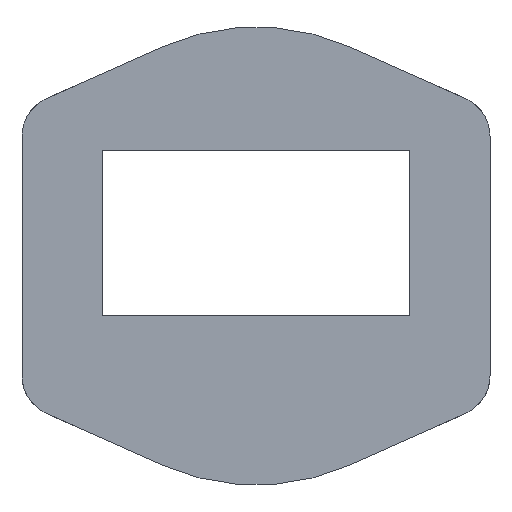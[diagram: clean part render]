
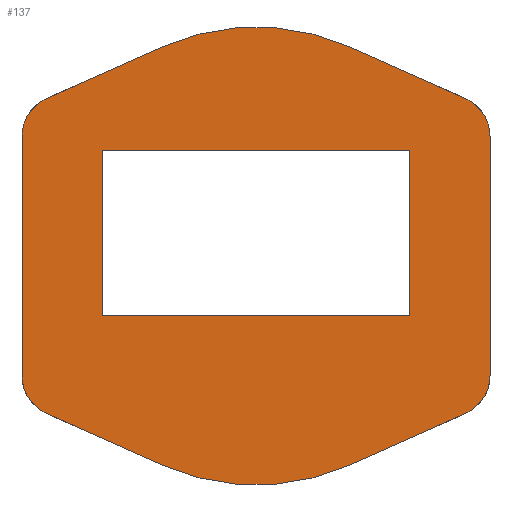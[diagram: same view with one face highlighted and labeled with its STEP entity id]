
A CAD part, front view. The second image highlights one B-rep face of the part: STEP entity #137.
In plain terms, the highlighted planar face has unit normal (0, -1, 0).
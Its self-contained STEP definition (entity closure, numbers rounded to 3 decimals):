
#22 = VERTEX_POINT('',#23);
#23 = CARTESIAN_POINT('',(11.297,-50.,61.496));
#41 = VERTEX_POINT('',#42);
#42 = CARTESIAN_POINT('',(-11.297,-50.,61.496));
#48 = EDGE_CURVE('',#22,#41,#49,.T.);
#49 = CIRCLE('',#50,27.75);
#50 = AXIS2_PLACEMENT_3D('',#51,#52,#53);
#51 = CARTESIAN_POINT('',(0.,-50.,36.15));
#52 = DIRECTION('',(0.,-1.,0.));
#53 = DIRECTION('',(1.,0.,0.));
#63 = EDGE_CURVE('',#22,#64,#66,.T.);
#64 = VERTEX_POINT('',#65);
#65 = CARTESIAN_POINT('',(25.386,-50.,55.217));
#66 = LINE('',#67,#68);
#67 = CARTESIAN_POINT('',(11.297,-50.,61.496));
#68 = VECTOR('',#69,1.);
#69 = DIRECTION('',(0.913,0.,-0.407));
#102 = EDGE_CURVE('',#41,#103,#105,.T.);
#103 = VERTEX_POINT('',#104);
#104 = CARTESIAN_POINT('',(-25.386,-50.,55.217));
#105 = LINE('',#106,#107);
#106 = CARTESIAN_POINT('',(-11.297,-50.,61.496));
#107 = VECTOR('',#108,1.);
#108 = DIRECTION('',(-0.913,0.,-0.407));
#137 = ADVANCED_FACE('',(#138,#218),#252,.F.);
#138 = FACE_BOUND('',#139,.F.);
#139 = EDGE_LOOP('',(#140,#141,#142,#151,#159,#168,#176,#185,#193,#202,
    #210,#217));
#140 = ORIENTED_EDGE('',*,*,#48,.F.);
#141 = ORIENTED_EDGE('',*,*,#63,.T.);
#142 = ORIENTED_EDGE('',*,*,#143,.F.);
#143 = EDGE_CURVE('',#144,#64,#146,.T.);
#144 = VERTEX_POINT('',#145);
#145 = CARTESIAN_POINT('',(28.35,-50.,50.65));
#146 = CIRCLE('',#147,5.);
#147 = AXIS2_PLACEMENT_3D('',#148,#149,#150);
#148 = CARTESIAN_POINT('',(23.35,-50.,50.65));
#149 = DIRECTION('',(0.,-1.,0.));
#150 = DIRECTION('',(1.,0.,0.));
#151 = ORIENTED_EDGE('',*,*,#152,.F.);
#152 = EDGE_CURVE('',#153,#144,#155,.T.);
#153 = VERTEX_POINT('',#154);
#154 = CARTESIAN_POINT('',(28.35,-50.,21.65));
#155 = LINE('',#156,#157);
#156 = CARTESIAN_POINT('',(28.35,-50.,21.65));
#157 = VECTOR('',#158,1.);
#158 = DIRECTION('',(0.,0.,1.));
#159 = ORIENTED_EDGE('',*,*,#160,.F.);
#160 = EDGE_CURVE('',#161,#153,#163,.T.);
#161 = VERTEX_POINT('',#162);
#162 = CARTESIAN_POINT('',(25.386,-50.,17.083));
#163 = CIRCLE('',#164,5.);
#164 = AXIS2_PLACEMENT_3D('',#165,#166,#167);
#165 = CARTESIAN_POINT('',(23.35,-50.,21.65));
#166 = DIRECTION('',(0.,-1.,0.));
#167 = DIRECTION('',(1.,0.,0.));
#168 = ORIENTED_EDGE('',*,*,#169,.F.);
#169 = EDGE_CURVE('',#170,#161,#172,.T.);
#170 = VERTEX_POINT('',#171);
#171 = CARTESIAN_POINT('',(11.297,-50.,10.804));
#172 = LINE('',#173,#174);
#173 = CARTESIAN_POINT('',(11.297,-50.,10.804));
#174 = VECTOR('',#175,1.);
#175 = DIRECTION('',(0.913,0.,0.407));
#176 = ORIENTED_EDGE('',*,*,#177,.F.);
#177 = EDGE_CURVE('',#178,#170,#180,.T.);
#178 = VERTEX_POINT('',#179);
#179 = CARTESIAN_POINT('',(-11.297,-50.,10.804));
#180 = CIRCLE('',#181,27.75);
#181 = AXIS2_PLACEMENT_3D('',#182,#183,#184);
#182 = CARTESIAN_POINT('',(0.,-50.,36.15));
#183 = DIRECTION('',(0.,-1.,0.));
#184 = DIRECTION('',(1.,0.,0.));
#185 = ORIENTED_EDGE('',*,*,#186,.T.);
#186 = EDGE_CURVE('',#178,#187,#189,.T.);
#187 = VERTEX_POINT('',#188);
#188 = CARTESIAN_POINT('',(-25.386,-50.,17.083));
#189 = LINE('',#190,#191);
#190 = CARTESIAN_POINT('',(-11.297,-50.,10.804));
#191 = VECTOR('',#192,1.);
#192 = DIRECTION('',(-0.913,0.,0.407));
#193 = ORIENTED_EDGE('',*,*,#194,.F.);
#194 = EDGE_CURVE('',#195,#187,#197,.T.);
#195 = VERTEX_POINT('',#196);
#196 = CARTESIAN_POINT('',(-28.35,-50.,21.65));
#197 = CIRCLE('',#198,5.);
#198 = AXIS2_PLACEMENT_3D('',#199,#200,#201);
#199 = CARTESIAN_POINT('',(-23.35,-50.,21.65));
#200 = DIRECTION('',(0.,-1.,0.));
#201 = DIRECTION('',(1.,0.,0.));
#202 = ORIENTED_EDGE('',*,*,#203,.F.);
#203 = EDGE_CURVE('',#204,#195,#206,.T.);
#204 = VERTEX_POINT('',#205);
#205 = CARTESIAN_POINT('',(-28.35,-50.,50.65));
#206 = LINE('',#207,#208);
#207 = CARTESIAN_POINT('',(-28.35,-50.,50.65));
#208 = VECTOR('',#209,1.);
#209 = DIRECTION('',(0.,0.,-1.));
#210 = ORIENTED_EDGE('',*,*,#211,.F.);
#211 = EDGE_CURVE('',#103,#204,#212,.T.);
#212 = CIRCLE('',#213,5.);
#213 = AXIS2_PLACEMENT_3D('',#214,#215,#216);
#214 = CARTESIAN_POINT('',(-23.35,-50.,50.65));
#215 = DIRECTION('',(0.,-1.,0.));
#216 = DIRECTION('',(1.,0.,0.));
#217 = ORIENTED_EDGE('',*,*,#102,.F.);
#218 = FACE_BOUND('',#219,.F.);
#219 = EDGE_LOOP('',(#220,#230,#238,#246));
#220 = ORIENTED_EDGE('',*,*,#221,.T.);
#221 = EDGE_CURVE('',#222,#224,#226,.T.);
#222 = VERTEX_POINT('',#223);
#223 = CARTESIAN_POINT('',(-18.6,-50.,48.985));
#224 = VERTEX_POINT('',#225);
#225 = CARTESIAN_POINT('',(-18.6,-50.,28.985));
#226 = LINE('',#227,#228);
#227 = CARTESIAN_POINT('',(-18.6,-50.,48.985));
#228 = VECTOR('',#229,1.);
#229 = DIRECTION('',(0.,0.,-1.));
#230 = ORIENTED_EDGE('',*,*,#231,.T.);
#231 = EDGE_CURVE('',#224,#232,#234,.T.);
#232 = VERTEX_POINT('',#233);
#233 = CARTESIAN_POINT('',(18.6,-50.,28.985));
#234 = LINE('',#235,#236);
#235 = CARTESIAN_POINT('',(-18.6,-50.,28.985));
#236 = VECTOR('',#237,1.);
#237 = DIRECTION('',(1.,0.,0.));
#238 = ORIENTED_EDGE('',*,*,#239,.T.);
#239 = EDGE_CURVE('',#232,#240,#242,.T.);
#240 = VERTEX_POINT('',#241);
#241 = CARTESIAN_POINT('',(18.6,-50.,48.985));
#242 = LINE('',#243,#244);
#243 = CARTESIAN_POINT('',(18.6,-50.,28.985));
#244 = VECTOR('',#245,1.);
#245 = DIRECTION('',(0.,0.,1.));
#246 = ORIENTED_EDGE('',*,*,#247,.T.);
#247 = EDGE_CURVE('',#240,#222,#248,.T.);
#248 = LINE('',#249,#250);
#249 = CARTESIAN_POINT('',(18.6,-50.,48.985));
#250 = VECTOR('',#251,1.);
#251 = DIRECTION('',(-1.,0.,0.));
#252 = PLANE('',#253);
#253 = AXIS2_PLACEMENT_3D('',#254,#255,#256);
#254 = CARTESIAN_POINT('',(0.,-50.,36.15));
#255 = DIRECTION('',(0.,1.,0.));
#256 = DIRECTION('',(0.,0.,1.));
